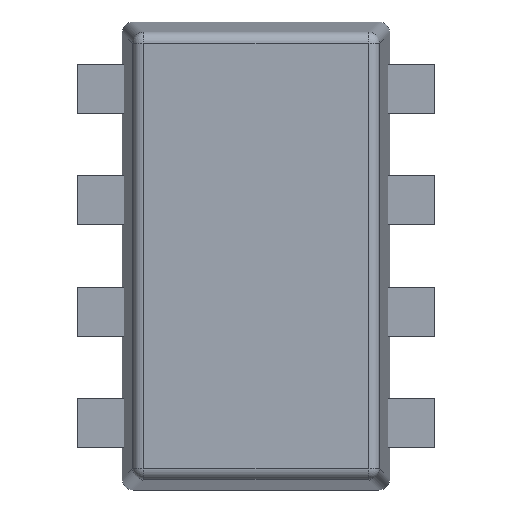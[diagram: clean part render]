
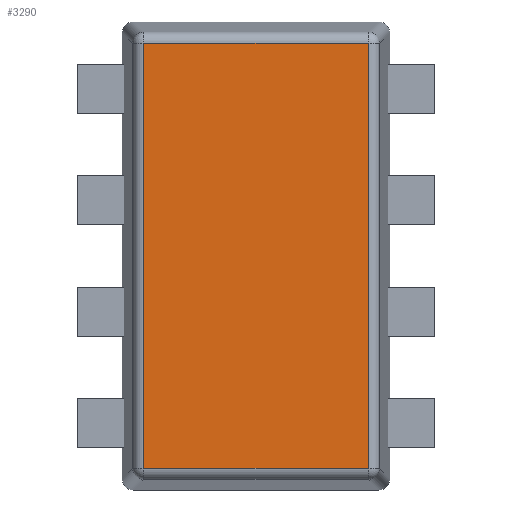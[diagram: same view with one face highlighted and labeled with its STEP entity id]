
A CAD part, top view. The second image highlights one B-rep face of the part: STEP entity #3290.
In plain terms, the highlighted face is planar.
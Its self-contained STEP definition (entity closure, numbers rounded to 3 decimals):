
#2381=DIRECTION('',(-1.,0.,0.));
#2382=VECTOR('',#2381,1.908);
#2383=CARTESIAN_POINT('',(0.954,0.575,-0.504));
#2384=LINE('',#2383,#2382);
#2388=DIRECTION('',(0.,0.,-1.));
#2389=VECTOR('',#2388,1.008);
#2390=CARTESIAN_POINT('',(0.954,0.575,0.504));
#2391=LINE('',#2390,#2389);
#2395=DIRECTION('',(1.,0.,0.));
#2396=VECTOR('',#2395,1.908);
#2397=CARTESIAN_POINT('',(-0.954,0.575,0.504));
#2398=LINE('',#2397,#2396);
#2402=DIRECTION('',(0.,0.,1.));
#2403=VECTOR('',#2402,1.008);
#2404=CARTESIAN_POINT('',(-0.954,0.575,-0.504));
#2405=LINE('',#2404,#2403);
#2633=CARTESIAN_POINT('',(0.954,0.575,-0.504));
#2634=CARTESIAN_POINT('',(-0.954,0.575,-0.504));
#2635=VERTEX_POINT('',#2633);
#2636=VERTEX_POINT('',#2634);
#2639=CARTESIAN_POINT('',(-0.954,0.575,0.504));
#2640=VERTEX_POINT('',#2639);
#2647=CARTESIAN_POINT('',(0.954,0.575,0.504));
#2648=VERTEX_POINT('',#2647);
#3276=CARTESIAN_POINT('',(0.,0.575,0.));
#3277=DIRECTION('',(0.,1.,0.));
#3278=DIRECTION('',(1.,0.,0.));
#3279=AXIS2_PLACEMENT_3D('',#3276,#3277,#3278);
#3280=PLANE('',#3279);
#3282=ORIENTED_EDGE('',*,*,#3281,.F.);
#3284=ORIENTED_EDGE('',*,*,#3283,.F.);
#3286=ORIENTED_EDGE('',*,*,#3285,.F.);
#3287=ORIENTED_EDGE('',*,*,#3269,.F.);
#3288=EDGE_LOOP('',(#3282,#3284,#3286,#3287));
#3289=FACE_OUTER_BOUND('',#3288,.F.);
#3290=ADVANCED_FACE('',(#3289),#3280,.T.);
#3269=EDGE_CURVE('',#2636,#2640,#2405,.T.);
#3281=EDGE_CURVE('',#2635,#2636,#2384,.T.);
#3283=EDGE_CURVE('',#2648,#2635,#2391,.T.);
#3285=EDGE_CURVE('',#2640,#2648,#2398,.T.);
